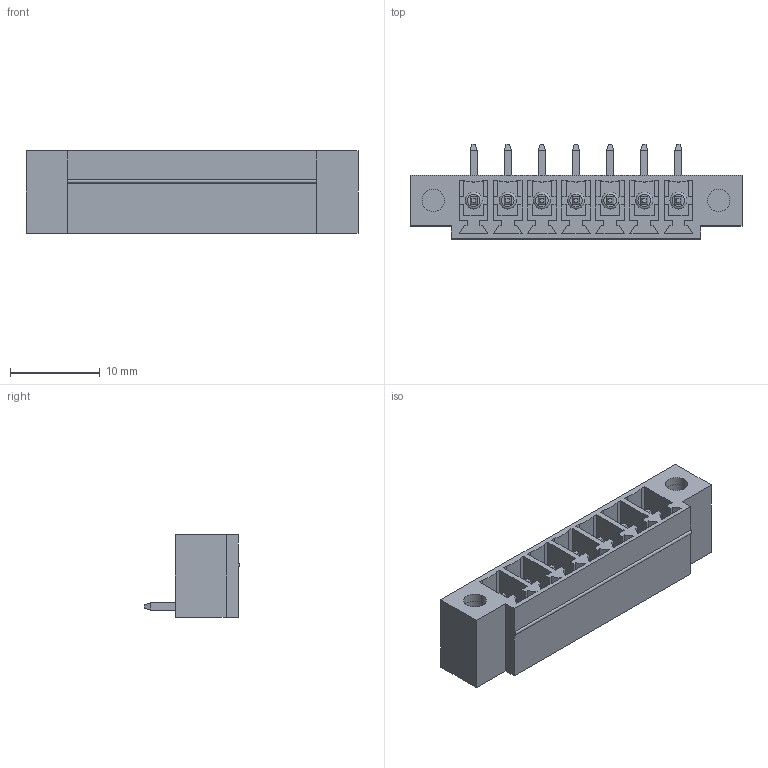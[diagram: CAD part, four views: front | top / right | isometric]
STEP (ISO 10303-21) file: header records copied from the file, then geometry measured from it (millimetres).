
FILE_DESCRIPTION( ( 'Unknown' ), '1' );
FILE_NAME( '691325310007.stp', 'Unknown', ( 'Unknown' ), ( 'Unknown' ), 'PSStep 18.0.17', 'Unknown', ' ' );
FILE_SCHEMA( ( 'AUTOMOTIVE_DESIGN { 1 0 10303 214 1 1 1 1 }' ) );
Length unit declared in the file: millimetre
Products named in the file (4): Assem1; 6913253100xx_INSERT; 6913253100xx_PIN; 691325310007
Assembly tree (10 placements, depth 2):
  Assem1
    6913253100xx_INSERT  x2
    6913253100xx_PIN  x7
    691325310007
Bounding box: 37.06 x 10.7 x 9.2 mm (x, y, z)
Volume: 1284.1 mm3; surface area: 3509.9 mm2
Topology: 10 solids, 10 shells, 472 faces, 1254 edges, 813 vertices
Faces by surface type: plane 428, cylinder 33, torus 11
Full cylindrical faces by diameter (mm): 1.9 x7, 2.5 x4
Entity records: 14391 total; most frequent: CARTESIAN_POINT 2250, ORIENTED_EDGE 1952, DIRECTION 1763, EDGE_CURVE 976, LINE 903, VECTOR 903, VERTEX_POINT 653, AXIS2_PLACEMENT_3D 430
